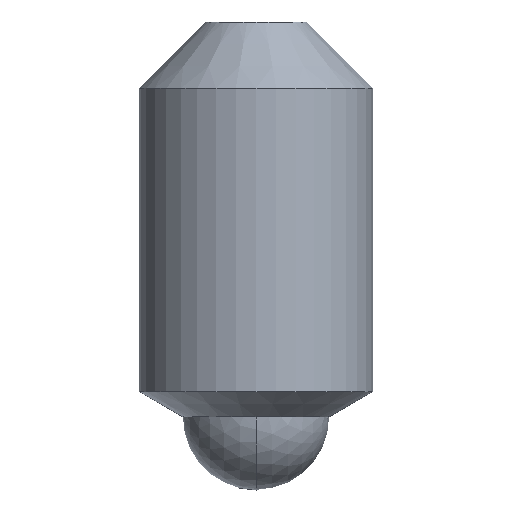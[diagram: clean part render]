
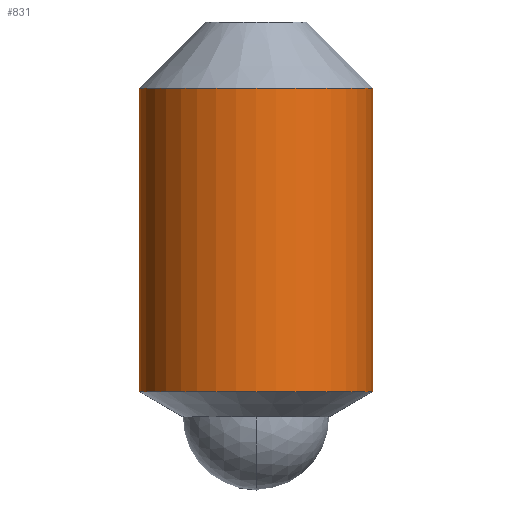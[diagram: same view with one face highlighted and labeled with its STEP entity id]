
A CAD part, front view. The second image highlights one B-rep face of the part: STEP entity #831.
In plain terms, the highlighted cylindrical face has radius 3.175 mm (diameter 6.35 mm), a partial arc.
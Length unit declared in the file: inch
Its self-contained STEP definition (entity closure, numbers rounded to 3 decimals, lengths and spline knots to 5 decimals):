
#31 = CARTESIAN_POINT ( 'NONE',  ( -0.125, 0., -0.5 ) ) ;
#135 = EDGE_CURVE ( 'NONE', #372, #720, #803, .T. ) ;
#137 = DIRECTION ( 'NONE',  ( 0., 0., 1. ) ) ;
#146 = EDGE_LOOP ( 'NONE', ( #464, #644, #648, #421 ) ) ;
#148 = VECTOR ( 'NONE', #604, 39.37008 ) ;
#150 = CARTESIAN_POINT ( 'NONE',  ( -0.125, 0., -0.39481 ) ) ;
#206 = DIRECTION ( 'NONE',  ( 1., 0., 0. ) ) ;
#243 = CARTESIAN_POINT ( 'NONE',  ( 0.125, 0., -0.5 ) ) ;
#245 = VERTEX_POINT ( 'NONE', #437 ) ;
#250 = DIRECTION ( 'NONE',  ( 0., 0., 1. ) ) ;
#270 = DIRECTION ( 'NONE',  ( 0., 0., 1. ) ) ;
#307 = VECTOR ( 'NONE', #250, 39.37008 ) ;
#318 = FACE_OUTER_BOUND ( 'NONE', #146, .T. ) ;
#322 = DIRECTION ( 'NONE',  ( 1., 0., 0. ) ) ;
#372 = VERTEX_POINT ( 'NONE', #150 ) ;
#375 = DIRECTION ( 'NONE',  ( 0., 0., 1. ) ) ;
#401 = EDGE_CURVE ( 'NONE', #720, #456, #674, .T. ) ;
#421 = ORIENTED_EDGE ( 'NONE', *, *, #401, .F. ) ;
#431 = DIRECTION ( 'NONE',  ( 1., 0., 0. ) ) ;
#437 = CARTESIAN_POINT ( 'NONE',  ( 0.125, 0., -0.39481 ) ) ;
#448 = CIRCLE ( 'NONE', #612, 0.125 ) ;
#456 = VERTEX_POINT ( 'NONE', #752 ) ;
#464 = ORIENTED_EDGE ( 'NONE', *, *, #135, .F. ) ;
#478 = CARTESIAN_POINT ( 'NONE',  ( 0., 0., -0.5 ) ) ;
#495 = AXIS2_PLACEMENT_3D ( 'NONE', #478, #137, #206 ) ;
#558 = CARTESIAN_POINT ( 'NONE',  ( 0., 0., -0.07087 ) ) ;
#583 = CARTESIAN_POINT ( 'NONE',  ( -0.125, 0., -0.07087 ) ) ;
#601 = EDGE_CURVE ( 'NONE', #245, #456, #750, .T. ) ;
#603 = CYLINDRICAL_SURFACE ( 'NONE', #495, 0.125 ) ;
#604 = DIRECTION ( 'NONE',  ( 0., 0., 1. ) ) ;
#612 = AXIS2_PLACEMENT_3D ( 'NONE', #715, #270, #322 ) ;
#644 = ORIENTED_EDGE ( 'NONE', *, *, #658, .T. ) ;
#648 = ORIENTED_EDGE ( 'NONE', *, *, #601, .T. ) ;
#658 = EDGE_CURVE ( 'NONE', #372, #245, #448, .T. ) ;
#674 = CIRCLE ( 'NONE', #691, 0.125 ) ;
#691 = AXIS2_PLACEMENT_3D ( 'NONE', #558, #375, #431 ) ;
#715 = CARTESIAN_POINT ( 'NONE',  ( 0., 0., -0.39481 ) ) ;
#720 = VERTEX_POINT ( 'NONE', #583 ) ;
#750 = LINE ( 'NONE', #243, #307 ) ;
#752 = CARTESIAN_POINT ( 'NONE',  ( 0.125, 0., -0.07087 ) ) ;
#803 = LINE ( 'NONE', #31, #148 ) ;
#831 = ADVANCED_FACE ( 'NONE', ( #318 ), #603, .T. ) ;
